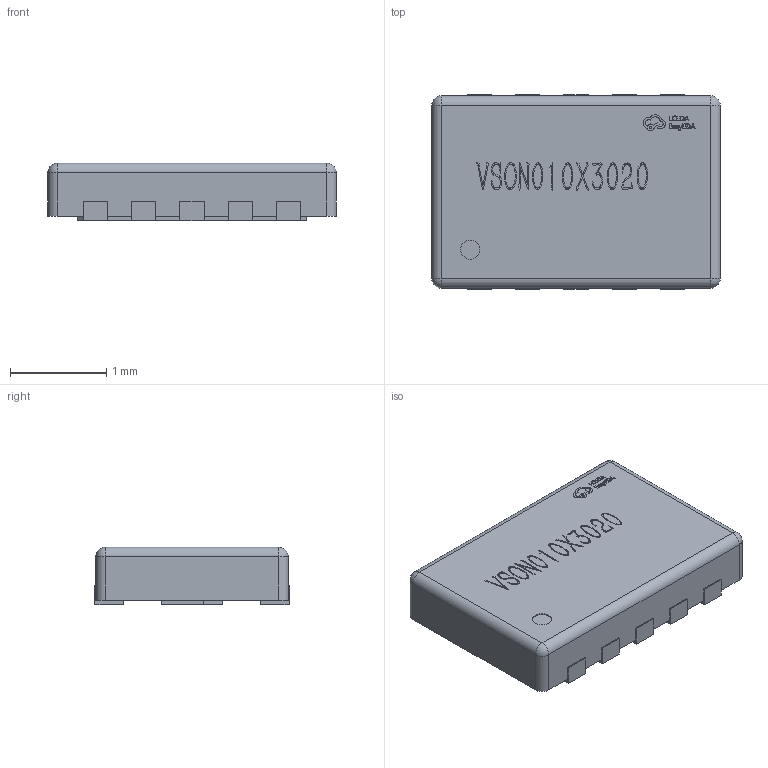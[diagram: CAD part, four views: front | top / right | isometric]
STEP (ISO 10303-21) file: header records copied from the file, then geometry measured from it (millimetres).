
FILE_DESCRIPTION (( 'STEP AP214' ), '1' );
FILE_NAME ('VSON-10_L3.0-W2.0-H0.6-P0.50-BL.step', '2022-07-26T09:30:09', ( '' ), ( '' ), 'SwSTEP 2.0', 'SolidWorks 2020', '' );
FILE_SCHEMA (( 'AUTOMOTIVE_DESIGN' ));
Length unit declared in the file: millimetre
Products named in the file (1): VSON-10_L3.0-W2.0-H0.6-P0.50-BL
Bounding box: 3 x 2.02 x 0.6 mm (x, y, z)
Volume: 3.4 mm3; surface area: 18.1 mm2
Topology: 14 solids, 14 shells, 646 faces, 1768 edges, 1172 vertices
Faces by surface type: plane 384, bspline 248, cylinder 10, sphere 4
Entity records: 35329 total; most frequent: CARTESIAN_POINT 13383, ORIENTED_EDGE 3528, DIRECTION 2082, EDGE_CURVE 1764, VECTOR 1244, LINE 1244, VERTEX_POINT 1172, EDGE_LOOP 684
